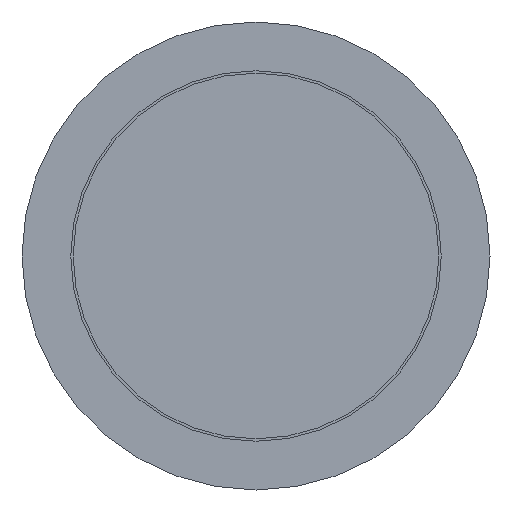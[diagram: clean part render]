
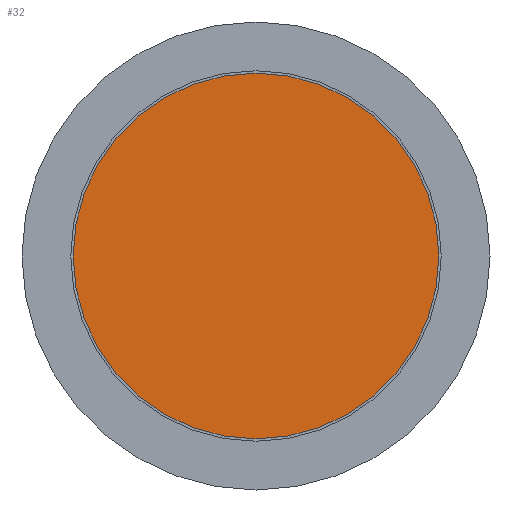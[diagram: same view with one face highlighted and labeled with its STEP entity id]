
A CAD part, front view. The second image highlights one B-rep face of the part: STEP entity #32.
In plain terms, the highlighted planar face has unit normal (0, -1, 0).
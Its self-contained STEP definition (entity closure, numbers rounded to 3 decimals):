
#23 = DIRECTION ( 'NONE',  ( 0., -1., 0. ) ) ;
#32 = ADVANCED_FACE ( 'NONE', ( #505 ), #348, .F. ) ;
#34 = CARTESIAN_POINT ( 'NONE',  ( -18.75, 0., 0. ) ) ;
#85 = DIRECTION ( 'NONE',  ( 0., 0., 1. ) ) ;
#118 = CARTESIAN_POINT ( 'NONE',  ( 0., 0., -18.75 ) ) ;
#162 = ORIENTED_EDGE ( 'NONE', *, *, #387, .T. ) ;
#177 = CIRCLE ( 'NONE', #380, 18.75 ) ;
#348 = PLANE ( 'NONE',  #545 ) ;
#368 = EDGE_LOOP ( 'NONE', ( #162 ) ) ;
#380 = AXIS2_PLACEMENT_3D ( 'NONE', #541, #23, #494 ) ;
#381 = VERTEX_POINT ( 'NONE', #118 ) ;
#387 = EDGE_CURVE ( 'NONE', #381, #381, #177, .T. ) ;
#431 = DIRECTION ( 'NONE',  ( 0., 1., 0. ) ) ;
#494 = DIRECTION ( 'NONE',  ( 0., 0., -1. ) ) ;
#505 = FACE_OUTER_BOUND ( 'NONE', #368, .T. ) ;
#541 = CARTESIAN_POINT ( 'NONE',  ( 0., 0., 0. ) ) ;
#545 = AXIS2_PLACEMENT_3D ( 'NONE', #34, #431, #85 ) ;
